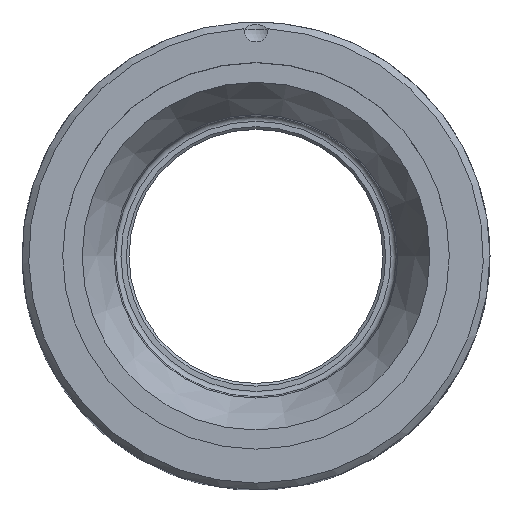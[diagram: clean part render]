
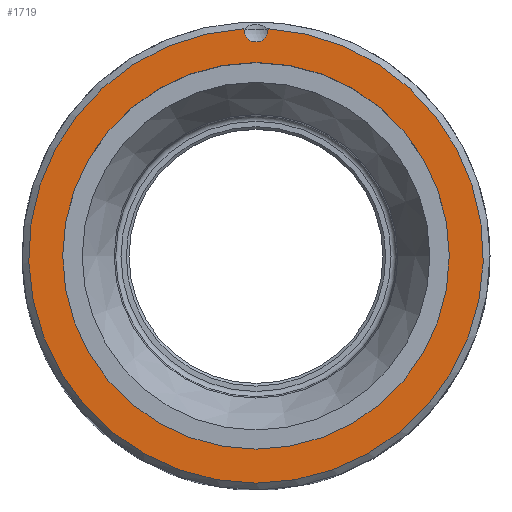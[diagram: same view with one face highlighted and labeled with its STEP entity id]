
A CAD part, top view. The second image highlights one B-rep face of the part: STEP entity #1719.
In plain terms, the highlighted planar face has unit normal (0, 0, 1).
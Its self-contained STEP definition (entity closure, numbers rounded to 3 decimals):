
#102=PLANE('',#1897);
#199=CIRCLE('',#1898,14.459);
#200=CIRCLE('',#1899,17.);
#201=CIRCLE('',#1900,0.9);
#610=ORIENTED_EDGE('',*,*,#916,.T.);
#611=ORIENTED_EDGE('',*,*,#917,.T.);
#612=ORIENTED_EDGE('',*,*,#918,.T.);
#613=ORIENTED_EDGE('',*,*,#919,.T.);
#614=ORIENTED_EDGE('',*,*,#920,.T.);
#916=EDGE_CURVE('',#1078,#1078,#199,.T.);
#917=EDGE_CURVE('',#1079,#1080,#200,.T.);
#918=EDGE_CURVE('',#1080,#1081,#1225,.F.);
#919=EDGE_CURVE('',#1081,#1082,#201,.F.);
#920=EDGE_CURVE('',#1082,#1079,#1226,.T.);
#1078=VERTEX_POINT('',#3006);
#1079=VERTEX_POINT('',#3008);
#1080=VERTEX_POINT('',#3009);
#1081=VERTEX_POINT('',#3011);
#1082=VERTEX_POINT('',#3013);
#1225=LINE('',#3010,#1347);
#1226=LINE('',#3014,#1348);
#1347=VECTOR('',#2370,1000.);
#1348=VECTOR('',#2373,1000.);
#1429=EDGE_LOOP('',(#610));
#1430=EDGE_LOOP('',(#611,#612,#613,#614));
#1561=FACE_BOUND('',#1429,.T.);
#1562=FACE_BOUND('',#1430,.T.);
#1719=ADVANCED_FACE('',(#1561,#1562),#102,.T.);
#1897=AXIS2_PLACEMENT_3D('',#3004,#2364,#2365);
#1898=AXIS2_PLACEMENT_3D('',#3005,#2366,#2367);
#1899=AXIS2_PLACEMENT_3D('',#3007,#2368,#2369);
#1900=AXIS2_PLACEMENT_3D('',#3012,#2371,#2372);
#2364=DIRECTION('',(0.,0.,1.));
#2365=DIRECTION('',(1.,0.,0.));
#2366=DIRECTION('',(0.,0.,-1.));
#2367=DIRECTION('',(1.,0.,0.));
#2368=DIRECTION('',(0.,0.,1.));
#2369=DIRECTION('',(1.,0.,0.));
#2370=DIRECTION('',(0.,1.,0.));
#2371=DIRECTION('',(0.,0.,1.));
#2372=DIRECTION('',(1.,0.,0.));
#2373=DIRECTION('',(0.,1.,0.));
#3004=CARTESIAN_POINT('',(0.,0.,25.));
#3005=CARTESIAN_POINT('',(0.,0.,25.));
#3006=CARTESIAN_POINT('',(14.459,0.,25.));
#3007=CARTESIAN_POINT('',(0.,0.,25.));
#3008=CARTESIAN_POINT('',(-0.9,16.976,25.));
#3009=CARTESIAN_POINT('',(0.9,16.976,25.));
#3010=CARTESIAN_POINT('',(0.9,18.4,25.));
#3011=CARTESIAN_POINT('',(0.9,16.9,25.));
#3012=CARTESIAN_POINT('',(0.,16.9,25.));
#3013=CARTESIAN_POINT('',(-0.9,16.9,25.));
#3014=CARTESIAN_POINT('',(-0.9,18.4,25.));
